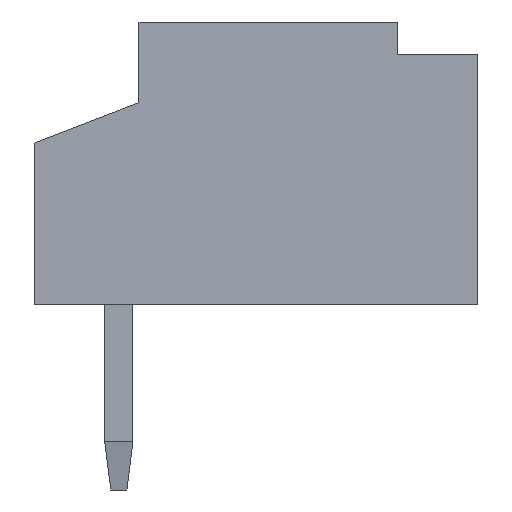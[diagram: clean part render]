
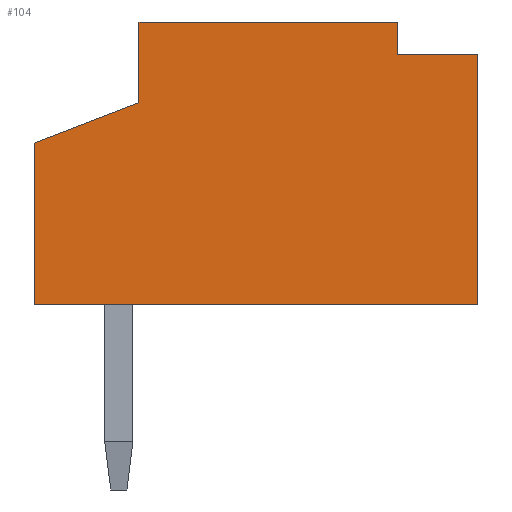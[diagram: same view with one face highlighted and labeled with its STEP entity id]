
A CAD part, left-side view. The second image highlights one B-rep face of the part: STEP entity #104.
In plain terms, the highlighted planar face has unit normal (-1, 0, 0).
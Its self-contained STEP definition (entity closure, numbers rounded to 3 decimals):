
#104=ADVANCED_FACE('',(#575),#345,.F.);
#345=PLANE('',#4548);
#575=FACE_OUTER_BOUND('',#835,.T.);
#835=EDGE_LOOP('',(#1326,#1327,#1328,#1329,#1330,#1331,#1332,#1333));
#1326=ORIENTED_EDGE('',*,*,#2909,.F.);
#1327=ORIENTED_EDGE('',*,*,#2917,.F.);
#1328=ORIENTED_EDGE('',*,*,#2929,.F.);
#1329=ORIENTED_EDGE('',*,*,#2882,.F.);
#1330=ORIENTED_EDGE('',*,*,#2736,.F.);
#1331=ORIENTED_EDGE('',*,*,#2899,.F.);
#1332=ORIENTED_EDGE('',*,*,#2896,.F.);
#1333=ORIENTED_EDGE('',*,*,#2893,.F.);
#2336=VERTEX_POINT('',#5981);
#2337=VERTEX_POINT('',#5983);
#2471=VERTEX_POINT('',#6268);
#2480=VERTEX_POINT('',#6289);
#2481=VERTEX_POINT('',#6291);
#2483=VERTEX_POINT('',#6297);
#2493=VERTEX_POINT('',#6321);
#2498=VERTEX_POINT('',#6335);
#2736=EDGE_CURVE('',#2336,#2337,#3357,.T.);
#2882=EDGE_CURVE('',#2337,#2471,#3503,.T.);
#2893=EDGE_CURVE('',#2480,#2481,#3514,.T.);
#2896=EDGE_CURVE('',#2481,#2483,#3517,.T.);
#2899=EDGE_CURVE('',#2483,#2336,#3520,.T.);
#2909=EDGE_CURVE('',#2493,#2480,#3530,.T.);
#2917=EDGE_CURVE('',#2498,#2493,#3538,.T.);
#2929=EDGE_CURVE('',#2471,#2498,#3550,.T.);
#3357=LINE('',#5982,#3960);
#3503=LINE('',#6267,#4106);
#3514=LINE('',#6290,#4117);
#3517=LINE('',#6296,#4120);
#3520=LINE('',#6301,#4123);
#3530=LINE('',#6322,#4133);
#3538=LINE('',#6336,#4141);
#3550=LINE('',#6358,#4153);
#3960=VECTOR('',#4825,1.);
#4106=VECTOR('',#4981,1.);
#4117=VECTOR('',#4996,1.);
#4120=VECTOR('',#5001,1.);
#4123=VECTOR('',#5006,1.);
#4133=VECTOR('',#5018,1.);
#4141=VECTOR('',#5028,1.);
#4153=VECTOR('',#5048,1.);
#4548=AXIS2_PLACEMENT_3D('',#6366,#5058,#5059);
#4825=DIRECTION('',(0.,0.,1.));
#4981=DIRECTION('',(0.,-1.,0.));
#4996=DIRECTION('',(0.,1.,0.));
#5001=DIRECTION('',(0.,0.,1.));
#5006=DIRECTION('',(0.,-0.933,0.359));
#5018=DIRECTION('',(0.,0.,-1.));
#5028=DIRECTION('',(0.,-1.,0.));
#5048=DIRECTION('',(0.,0.,-1.));
#5058=DIRECTION('',(1.,0.,0.));
#5059=DIRECTION('',(0.,0.,-1.));
#5981=CARTESIAN_POINT('',(-6.5,5.2,2.2));
#5982=CARTESIAN_POINT('',(-6.5,5.2,2.2));
#5983=CARTESIAN_POINT('',(-6.5,5.2,3.2));
#6267=CARTESIAN_POINT('',(-6.5,5.2,3.2));
#6268=CARTESIAN_POINT('',(-6.5,2.,3.2));
#6289=CARTESIAN_POINT('',(-6.5,1.,-0.3));
#6290=CARTESIAN_POINT('',(-6.5,1.,-0.3));
#6291=CARTESIAN_POINT('',(-6.5,6.5,-0.3));
#6296=CARTESIAN_POINT('',(-6.5,6.5,-0.3));
#6297=CARTESIAN_POINT('',(-6.5,6.5,1.7));
#6301=CARTESIAN_POINT('',(-6.5,6.5,1.7));
#6321=CARTESIAN_POINT('',(-6.5,1.,2.8));
#6322=CARTESIAN_POINT('',(-6.5,1.,2.8));
#6335=CARTESIAN_POINT('',(-6.5,2.,2.8));
#6336=CARTESIAN_POINT('',(-6.5,2.,2.8));
#6358=CARTESIAN_POINT('',(-6.5,2.,3.2));
#6366=CARTESIAN_POINT('',(-6.5,0.,0.));
